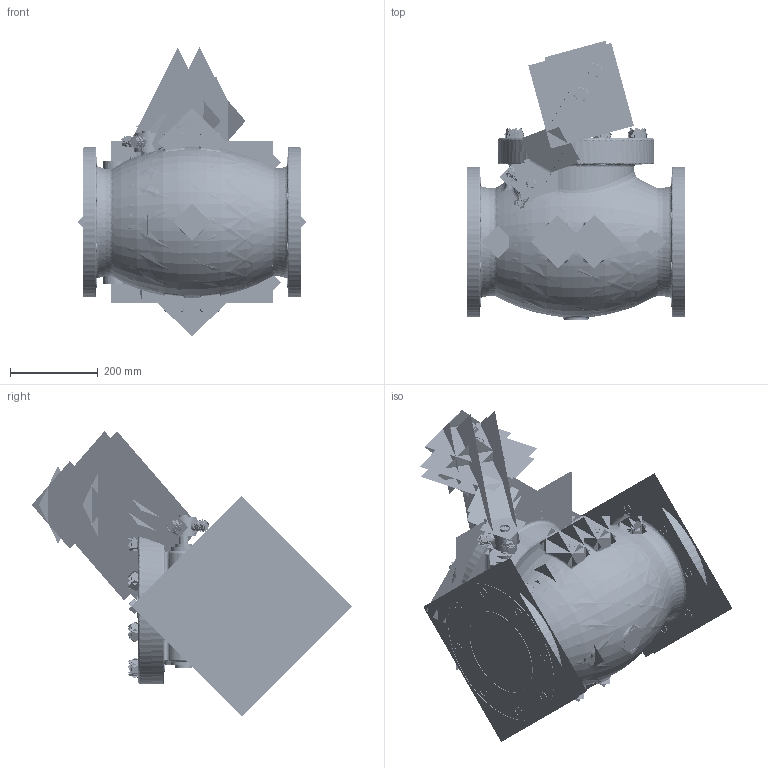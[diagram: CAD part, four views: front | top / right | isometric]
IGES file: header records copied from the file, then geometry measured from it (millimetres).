
Start section:  PTC IGES file: swing_check_valve_80001-flxfl-o_asm.igs
Global section: file name: swing_check_valve_80001-flxfl-o_asm.igs; native system: Creo Parametric by Parametric Technology Corporation; preprocessor: 2013050; author: HAPPY; organization: Unknown; date: 20161221.164420; units: inch
Bounding box: 523.11 x 732.46 x 662 mm (x, y, z)
Volume: 23290673.3 mm3; surface area: 11716256.1 mm2
Topology: 45 solids, 45 shells, 2788 faces, 13803 edges, 17421 vertices
Faces by surface type: revolution 1832, bspline 956
